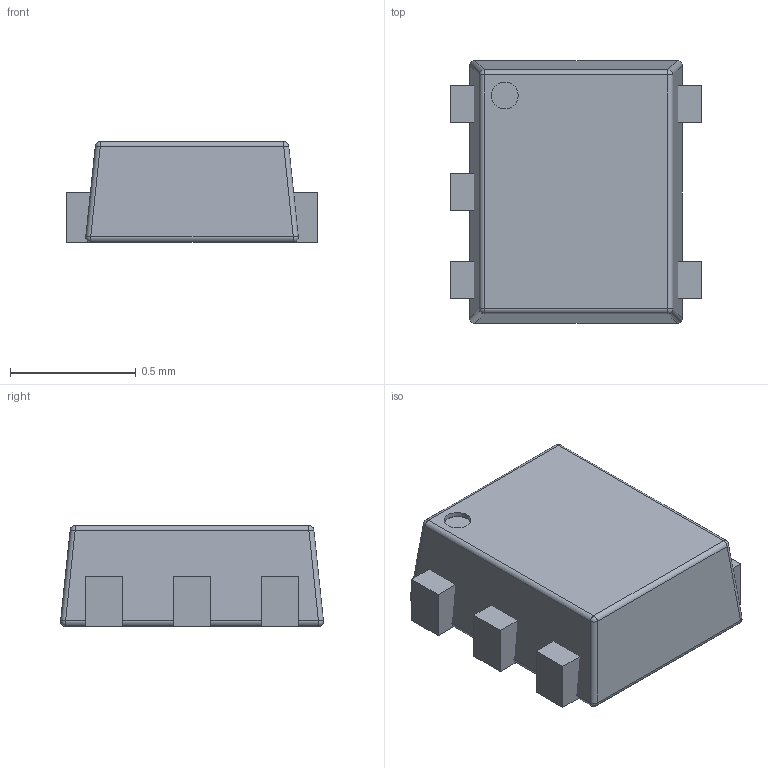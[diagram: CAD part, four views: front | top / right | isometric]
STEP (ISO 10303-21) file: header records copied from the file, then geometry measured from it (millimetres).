
FILE_DESCRIPTION(('Open CASCADE Model'),'2;1');
FILE_NAME('Open CASCADE Shape Model','2022-01-05T11:09:55',('Author'),( 'Open CASCADE'),'Open CASCADE STEP processor 6.8','Open CASCADE 6.8' ,'Unknown');
FILE_SCHEMA(('AUTOMOTIVE_DESIGN_CC2 { 1 2 10303 214 -1 1 5 4 }'));
Length unit declared in the file: millimetre
Products named in the file (5): SOT953-5.step; Open CASCADE STEP translator 6.8 51.1; Body; Open CASCADE STEP translator 6.8 51.2.1; lead
Assembly tree (8 placements, depth 3):
  SOT953-5.step
    Open CASCADE STEP translator 6.8 51.1
    Body
      Open CASCADE STEP translator 6.8 51.2.1
    lead  x5
Bounding box: 1 x 1.05 x 0.4 mm (x, y, z)
Volume: 0.3 mm3; surface area: 3.7 mm2
Topology: 6 solids, 7 shells, 59 faces, 120 edges, 67 vertices
Faces by surface type: plane 38, cylinder 13, sphere 8
Full cylindrical faces by diameter (mm): 0.106 x1
Entity records: 1862 total; most frequent: CARTESIAN_POINT 340, DIRECTION 297, LINE 153, VECTOR 153, ORIENTED_EDGE 127, PCURVE 127, DEFINITIONAL_REPRESENTATION 127, AXIS2_PLACEMENT_3D 71
